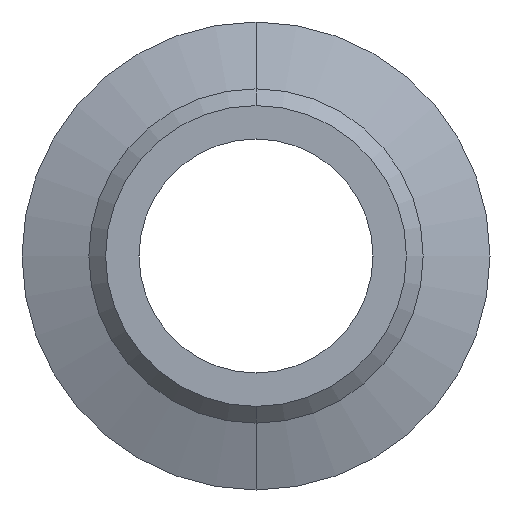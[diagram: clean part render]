
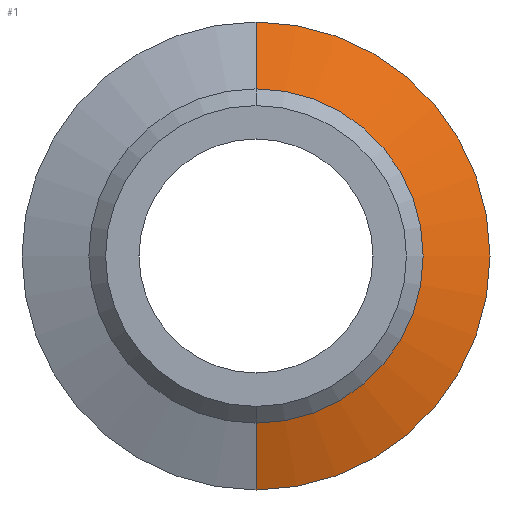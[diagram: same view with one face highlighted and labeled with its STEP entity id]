
A CAD part, front view. The second image highlights one B-rep face of the part: STEP entity #1.
In plain terms, the highlighted conical face has half-angle 70 degrees and reference radius 5 mm.
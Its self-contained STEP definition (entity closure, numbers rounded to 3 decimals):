
#1 = ADVANCED_FACE ( 'NONE', ( #234 ), #233, .T. ) ;
#2 = ORIENTED_EDGE ( 'NONE', *, *, #32, .F. ) ;
#6 = EDGE_CURVE ( 'NONE', #18, #15, #155, .T. ) ;
#7 = ORIENTED_EDGE ( 'NONE', *, *, #9, .F. ) ;
#8 = ORIENTED_EDGE ( 'NONE', *, *, #6, .T. ) ;
#9 = EDGE_CURVE ( 'NONE', #40, #15, #156, .T. ) ;
#14 = EDGE_CURVE ( 'NONE', #36, #18, #287, .T. ) ;
#15 = VERTEX_POINT ( 'NONE', #283 ) ;
#17 = ORIENTED_EDGE ( 'NONE', *, *, #14, .T. ) ;
#18 = VERTEX_POINT ( 'NONE', #281 ) ;
#22 = EDGE_LOOP ( 'NONE', ( #2, #17, #8, #7 ) ) ;
#32 = EDGE_CURVE ( 'NONE', #36, #40, #375, .T. ) ;
#36 = VERTEX_POINT ( 'NONE', #370 ) ;
#40 = VERTEX_POINT ( 'NONE', #364 ) ;
#152 = DIRECTION ( 'NONE',  ( 0., -1., 0. ) ) ;
#153 = CARTESIAN_POINT ( 'NONE',  ( 0., 22.728, 0. ) ) ;
#154 = AXIS2_PLACEMENT_3D ( 'NONE', #153, #152, #262 ) ;
#155 = CIRCLE ( 'NONE', #154, 7. ) ;
#156 = LINE ( 'NONE', #261, #260 ) ;
#161 = DIRECTION ( 'NONE',  ( 0., 0., 1. ) ) ;
#162 = DIRECTION ( 'NONE',  ( 0., 1., 0. ) ) ;
#163 = CARTESIAN_POINT ( 'NONE',  ( 0., 22., 0. ) ) ;
#164 = AXIS2_PLACEMENT_3D ( 'NONE', #163, #162, #161 ) ;
#233 = CONICAL_SURFACE ( 'NONE', #164, 5., 1.222 ) ;
#234 = FACE_OUTER_BOUND ( 'NONE', #22, .T. ) ;
#259 = DIRECTION ( 'NONE',  ( 0., 0.342, 0.94 ) ) ;
#260 = VECTOR ( 'NONE', #259, 1000. ) ;
#261 = CARTESIAN_POINT ( 'NONE',  ( 0., 22., 5. ) ) ;
#262 = DIRECTION ( 'NONE',  ( 0., 0., -1. ) ) ;
#281 = CARTESIAN_POINT ( 'NONE',  ( 0., 22.728, -7. ) ) ;
#283 = CARTESIAN_POINT ( 'NONE',  ( 0., 22.728, 7. ) ) ;
#284 = DIRECTION ( 'NONE',  ( 0., 0.342, -0.94 ) ) ;
#285 = VECTOR ( 'NONE', #284, 1000. ) ;
#286 = CARTESIAN_POINT ( 'NONE',  ( 0., 22., -5. ) ) ;
#287 = LINE ( 'NONE', #286, #285 ) ;
#364 = CARTESIAN_POINT ( 'NONE',  ( 0., 22., 5. ) ) ;
#370 = CARTESIAN_POINT ( 'NONE',  ( 0., 22., -5. ) ) ;
#371 = DIRECTION ( 'NONE',  ( 0., 0., -1. ) ) ;
#372 = DIRECTION ( 'NONE',  ( 0., -1., 0. ) ) ;
#373 = CARTESIAN_POINT ( 'NONE',  ( 0., 22., 0. ) ) ;
#374 = AXIS2_PLACEMENT_3D ( 'NONE', #373, #372, #371 ) ;
#375 = CIRCLE ( 'NONE', #374, 5. ) ;
